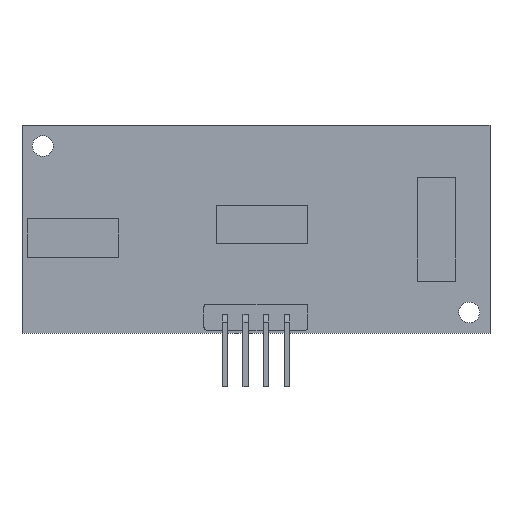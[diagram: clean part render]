
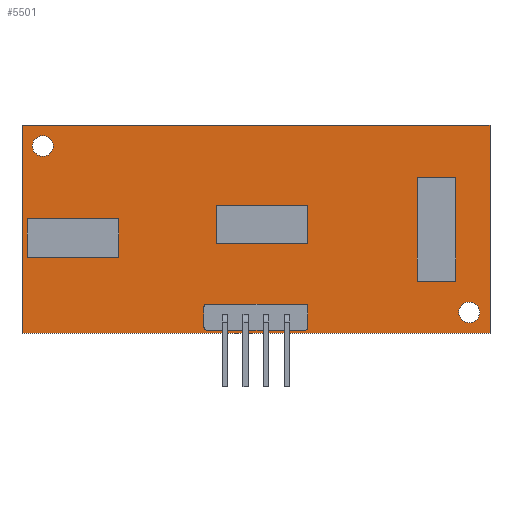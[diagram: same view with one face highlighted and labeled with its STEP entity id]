
A CAD part, front view. The second image highlights one B-rep face of the part: STEP entity #5501.
In plain terms, the highlighted planar face has unit normal (0, -1, 0).
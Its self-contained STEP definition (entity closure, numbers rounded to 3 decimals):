
#66 = CARTESIAN_POINT ( 'NONE',  ( 22.5, 0., 10. ) ) ;
#292 = EDGE_LOOP ( 'NONE', ( #2287, #1407 ) ) ;
#385 = VECTOR ( 'NONE', #7583, 1000. ) ;
#844 = EDGE_CURVE ( 'NONE', #9101, #8887, #7509, .T. ) ;
#1035 = CIRCLE ( 'NONE', #7288, 1. ) ;
#1078 = AXIS2_PLACEMENT_3D ( 'NONE', #1102, #6069, #1826 ) ;
#1102 = CARTESIAN_POINT ( 'NONE',  ( -20.5, 0., 8. ) ) ;
#1157 = CIRCLE ( 'NONE', #7145, 1. ) ;
#1313 = CARTESIAN_POINT ( 'NONE',  ( -20.5, 0., 7. ) ) ;
#1407 = ORIENTED_EDGE ( 'NONE', *, *, #6926, .T. ) ;
#1695 = CARTESIAN_POINT ( 'NONE',  ( 20.5, 0., -8. ) ) ;
#1826 = DIRECTION ( 'NONE',  ( 0., 0., 1. ) ) ;
#1878 = VERTEX_POINT ( 'NONE', #1313 ) ;
#2036 = DIRECTION ( 'NONE',  ( 0., -1., 0. ) ) ;
#2055 = EDGE_CURVE ( 'NONE', #8887, #7074, #4330, .T. ) ;
#2287 = ORIENTED_EDGE ( 'NONE', *, *, #3786, .T. ) ;
#2392 = DIRECTION ( 'NONE',  ( 0., 0., 1. ) ) ;
#2400 = FACE_BOUND ( 'NONE', #292, .T. ) ;
#2833 = VERTEX_POINT ( 'NONE', #9212 ) ;
#3015 = EDGE_CURVE ( 'NONE', #1878, #3284, #4700, .T. ) ;
#3157 = CARTESIAN_POINT ( 'NONE',  ( 20.5, 0., -7. ) ) ;
#3191 = CARTESIAN_POINT ( 'NONE',  ( -22.5, 0., 10. ) ) ;
#3276 = EDGE_LOOP ( 'NONE', ( #4428, #4069, #8267, #6230 ) ) ;
#3284 = VERTEX_POINT ( 'NONE', #7869 ) ;
#3499 = CARTESIAN_POINT ( 'NONE',  ( 20.5, 0., -8. ) ) ;
#3732 = DIRECTION ( 'NONE',  ( 0., 1., 0. ) ) ;
#3786 = EDGE_CURVE ( 'NONE', #7542, #4391, #5495, .T. ) ;
#4061 = FACE_BOUND ( 'NONE', #7750, .T. ) ;
#4069 = ORIENTED_EDGE ( 'NONE', *, *, #5427, .F. ) ;
#4106 = VECTOR ( 'NONE', #6285, 1000. ) ;
#4194 = LINE ( 'NONE', #6121, #385 ) ;
#4201 = DIRECTION ( 'NONE',  ( 0., 0., 1. ) ) ;
#4254 = EDGE_CURVE ( 'NONE', #3284, #1878, #1157, .T. ) ;
#4330 = LINE ( 'NONE', #8441, #4106 ) ;
#4391 = VERTEX_POINT ( 'NONE', #3157 ) ;
#4428 = ORIENTED_EDGE ( 'NONE', *, *, #844, .F. ) ;
#4700 = CIRCLE ( 'NONE', #1078, 1. ) ;
#5105 = CARTESIAN_POINT ( 'NONE',  ( -22.5, 0., -10. ) ) ;
#5127 = DIRECTION ( 'NONE',  ( 0., 0., 1. ) ) ;
#5191 = VECTOR ( 'NONE', #7233, 1000. ) ;
#5427 = EDGE_CURVE ( 'NONE', #2833, #9101, #4194, .T. ) ;
#5495 = CIRCLE ( 'NONE', #7674, 1. ) ;
#5501 = ADVANCED_FACE ( 'NONE', ( #2400, #6424, #4061 ), #6971, .T. ) ;
#5606 = VECTOR ( 'NONE', #5127, 1000. ) ;
#6069 = DIRECTION ( 'NONE',  ( 0., 1., 0. ) ) ;
#6094 = ORIENTED_EDGE ( 'NONE', *, *, #4254, .T. ) ;
#6121 = CARTESIAN_POINT ( 'NONE',  ( 22.5, 0., -10. ) ) ;
#6230 = ORIENTED_EDGE ( 'NONE', *, *, #2055, .F. ) ;
#6280 = CARTESIAN_POINT ( 'NONE',  ( 0., 0., 0. ) ) ;
#6285 = DIRECTION ( 'NONE',  ( 1., 0., 0. ) ) ;
#6424 = FACE_OUTER_BOUND ( 'NONE', #3276, .T. ) ;
#6501 = CARTESIAN_POINT ( 'NONE',  ( 22.5, 0., -10. ) ) ;
#6660 = DIRECTION ( 'NONE',  ( 0., 1., 0. ) ) ;
#6926 = EDGE_CURVE ( 'NONE', #4391, #7542, #1035, .T. ) ;
#6971 = PLANE ( 'NONE',  #7822 ) ;
#7015 = DIRECTION ( 'NONE',  ( 0., 0., -1. ) ) ;
#7074 = VERTEX_POINT ( 'NONE', #66 ) ;
#7145 = AXIS2_PLACEMENT_3D ( 'NONE', #8020, #3732, #8740 ) ;
#7233 = DIRECTION ( 'NONE',  ( 0., 0., -1. ) ) ;
#7288 = AXIS2_PLACEMENT_3D ( 'NONE', #3499, #8507, #4201 ) ;
#7361 = LINE ( 'NONE', #6501, #5191 ) ;
#7509 = LINE ( 'NONE', #5105, #5606 ) ;
#7542 = VERTEX_POINT ( 'NONE', #8603 ) ;
#7583 = DIRECTION ( 'NONE',  ( -1., 0., 0. ) ) ;
#7674 = AXIS2_PLACEMENT_3D ( 'NONE', #1695, #6660, #2392 ) ;
#7750 = EDGE_LOOP ( 'NONE', ( #8675, #6094 ) ) ;
#7822 = AXIS2_PLACEMENT_3D ( 'NONE', #6280, #2036, #7015 ) ;
#7869 = CARTESIAN_POINT ( 'NONE',  ( -20.5, 0., 9. ) ) ;
#8020 = CARTESIAN_POINT ( 'NONE',  ( -20.5, 0., 8. ) ) ;
#8267 = ORIENTED_EDGE ( 'NONE', *, *, #8637, .F. ) ;
#8441 = CARTESIAN_POINT ( 'NONE',  ( 22.5, 0., 10. ) ) ;
#8507 = DIRECTION ( 'NONE',  ( 0., 1., 0. ) ) ;
#8603 = CARTESIAN_POINT ( 'NONE',  ( 20.5, 0., -9. ) ) ;
#8637 = EDGE_CURVE ( 'NONE', #7074, #2833, #7361, .T. ) ;
#8675 = ORIENTED_EDGE ( 'NONE', *, *, #3015, .T. ) ;
#8740 = DIRECTION ( 'NONE',  ( 0., 0., 1. ) ) ;
#8887 = VERTEX_POINT ( 'NONE', #3191 ) ;
#9101 = VERTEX_POINT ( 'NONE', #9205 ) ;
#9205 = CARTESIAN_POINT ( 'NONE',  ( -22.5, 0., -10. ) ) ;
#9212 = CARTESIAN_POINT ( 'NONE',  ( 22.5, 0., -10. ) ) ;
